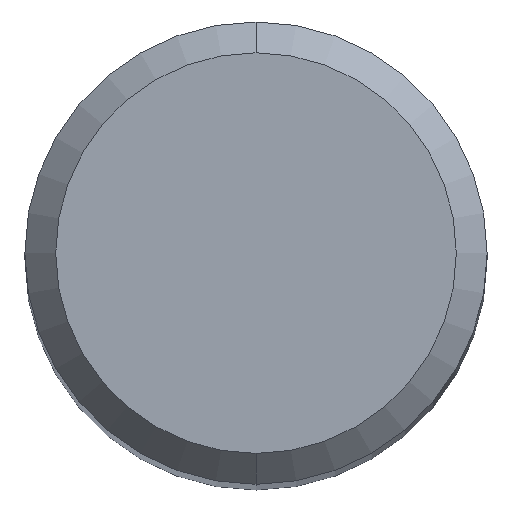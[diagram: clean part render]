
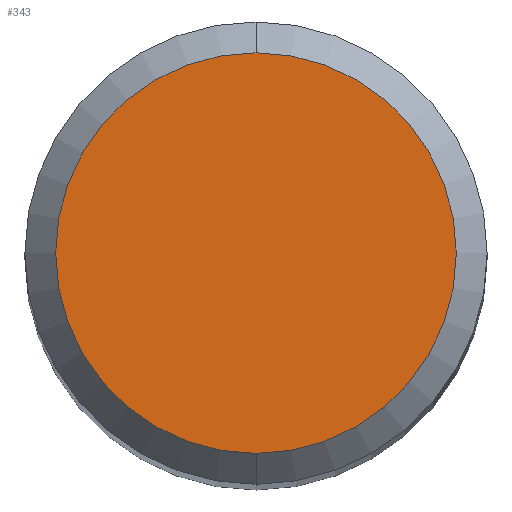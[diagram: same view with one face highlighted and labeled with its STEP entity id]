
A CAD part, top view. The second image highlights one B-rep face of the part: STEP entity #343.
In plain terms, the highlighted planar face has unit normal (0, 0, 1).
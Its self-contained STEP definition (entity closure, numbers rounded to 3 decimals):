
#343=ADVANCED_FACE('',(#921),#922,.T.);
#453=VERTEX_POINT('',#1044);
#581=EDGE_CURVE('',#773,#453,#1183,.T.);
#773=VERTEX_POINT('',#1389);
#839=EDGE_CURVE('',#453,#773,#1461,.T.);
#921=FACE_OUTER_BOUND('',#1639,.T.);
#922=PLANE('',#1640);
#1044=CARTESIAN_POINT('',(0.0,2.6,0.0));
#1183=CIRCLE('',#3415,2.6);
#1389=CARTESIAN_POINT('',(0.,-2.6,0.0));
#1461=CIRCLE('',#5145,2.6);
#1639=EDGE_LOOP('',(#5464,#5465));
#1640=AXIS2_PLACEMENT_3D('',#5466,#5467,#5468);
#3415=AXIS2_PLACEMENT_3D('',#5750,#5751,#5752);
#5145=AXIS2_PLACEMENT_3D('',#6054,#6055,#6056);
#5464=ORIENTED_EDGE('',*,*,#839,.F.);
#5465=ORIENTED_EDGE('',*,*,#581,.F.);
#5466=CARTESIAN_POINT('',(0.0,1.3,0.0));
#5467=DIRECTION('',(-0.0,0.0,1.0));
#5468=DIRECTION('',(0.0,-1.0,0.0));
#5750=CARTESIAN_POINT('',(0.0,0.0,0.0));
#5751=DIRECTION('',(0.0,0.0,-1.0));
#5752=DIRECTION('',(0.0,1.0,0.0));
#6054=CARTESIAN_POINT('',(0.0,0.0,0.0));
#6055=DIRECTION('',(0.0,0.0,-1.0));
#6056=DIRECTION('',(0.0,1.0,0.0));
